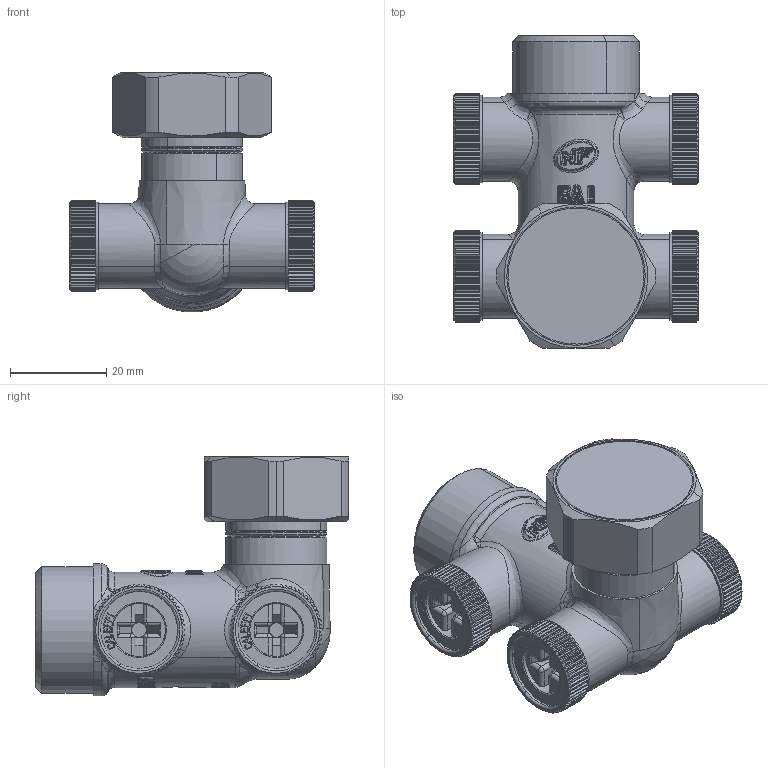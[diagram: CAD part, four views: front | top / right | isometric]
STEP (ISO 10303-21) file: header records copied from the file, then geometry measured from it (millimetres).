
FILE_DESCRIPTION(('CATIA V5 STEP Exchange'),'2;1');
FILE_NAME('304644 (STP).stp','2015-11-30T09:18:31+00:00',('none'),('none'),'Version 5-6 Release 2012','CATIA V5 STEP AP203','none');
FILE_SCHEMA(('CONFIG_CONTROL_DESIGN'));
Products named in the file (1): 304644
Bounding box: 51 x 65 x 49.84 mm (x, y, z)
Volume: 55160.4 mm3; surface area: 13441.9 mm2
Topology: 1 solids, 5 shells, 2997 faces, 7958 edges, 4893 vertices
Faces by surface type: plane 1416, bspline 841, cylinder 491, sphere 136, torus 50, cone 46, revolution 17
Entity records: 125072 total; most frequent: CARTESIAN_POINT 63449, ORIENTED_EDGE 15652, EDGE_CURVE 7826, DIRECTION 7690, VERTEX_POINT 4893, B_SPLINE_CURVE_WITH_KNOTS 3172, AXIS2_PLACEMENT_3D 3124, EDGE_LOOP 3059
